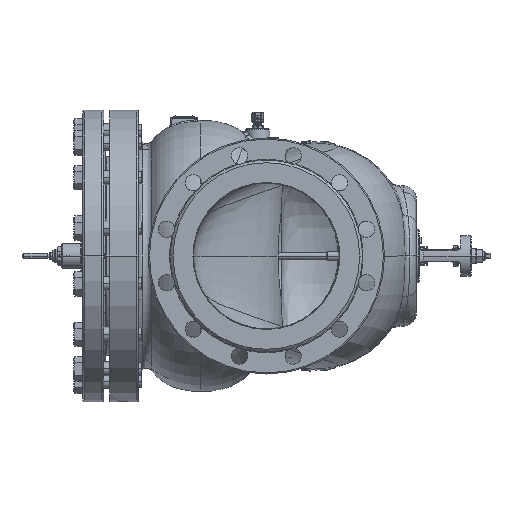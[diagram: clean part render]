
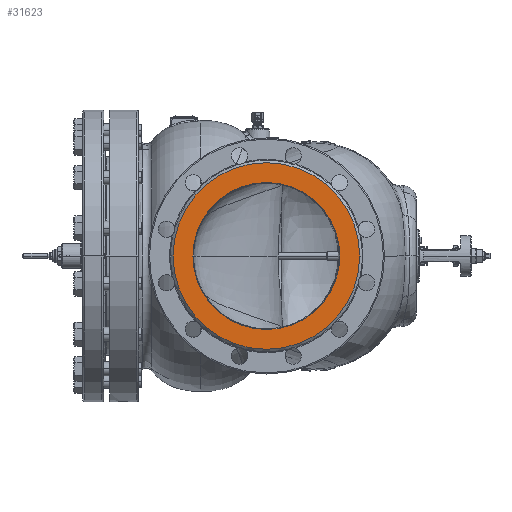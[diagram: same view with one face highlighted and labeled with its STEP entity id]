
A CAD part, left-side view. The second image highlights one B-rep face of the part: STEP entity #31623.
In plain terms, the highlighted planar face has unit normal (-1, 0, 0).
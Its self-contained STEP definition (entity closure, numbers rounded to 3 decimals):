
#261=CARTESIAN_POINT('',(-365.,0.,0.));
#262=DIRECTION('',(1.,0.,0.));
#263=DIRECTION('',(0.,1.,0.));
#264=AXIS2_PLACEMENT_3D('',#261,#262,#263);
#290=CARTESIAN_POINT('',(-365.,0.,0.));
#291=DIRECTION('',(1.,0.,0.));
#292=DIRECTION('',(0.,-1.,0.));
#293=AXIS2_PLACEMENT_3D('',#290,#291,#292);
#21831=CARTESIAN_POINT('',(-365.,0.,0.));
#21832=DIRECTION('',(1.,0.,0.));
#21833=DIRECTION('',(0.,-1.,0.));
#21834=AXIS2_PLACEMENT_3D('',#21831,#21832,#21833);
#25190=CARTESIAN_POINT('',(-365.,0.,0.));
#25191=DIRECTION('',(-1.,0.,0.));
#25192=DIRECTION('',(0.,-1.,0.));
#25193=AXIS2_PLACEMENT_3D('',#25190,#25191,#25192);
#25567=CARTESIAN_POINT('',(-365.,-160.,0.));
#25568=CARTESIAN_POINT('',(-365.,160.,0.));
#25569=VERTEX_POINT('',#25567);
#25570=VERTEX_POINT('',#25568);
#27133=CARTESIAN_POINT('',(-365.,126.,0.));
#27134=CARTESIAN_POINT('',(-365.,-126.,0.));
#27135=VERTEX_POINT('',#27133);
#27136=VERTEX_POINT('',#27134);
#31607=CARTESIAN_POINT('',(-365.,0.,0.));
#31608=DIRECTION('',(1.,0.,0.));
#31609=DIRECTION('',(0.,-1.,0.));
#31610=AXIS2_PLACEMENT_3D('',#31607,#31608,#31609);
#31611=PLANE('',#31610);
#31613=ORIENTED_EDGE('',*,*,#31612,.T.);
#31615=ORIENTED_EDGE('',*,*,#31614,.F.);
#31616=EDGE_LOOP('',(#31613,#31615));
#31617=FACE_OUTER_BOUND('',#31616,.F.);
#31618=ORIENTED_EDGE('',*,*,#31594,.F.);
#31620=ORIENTED_EDGE('',*,*,#31619,.F.);
#31621=EDGE_LOOP('',(#31618,#31620));
#31622=FACE_BOUND('',#31621,.F.);
#265=CIRCLE('',#264,126.);
#294=CIRCLE('',#293,160.);
#21835=CIRCLE('',#21834,126.);
#25194=CIRCLE('',#25193,160.);
#31594=EDGE_CURVE('',#27135,#27136,#265,.T.);
#31612=EDGE_CURVE('',#25569,#25570,#294,.T.);
#31614=EDGE_CURVE('',#25569,#25570,#25194,.T.);
#31619=EDGE_CURVE('',#27136,#27135,#21835,.T.);
#31623=ADVANCED_FACE('',(#31617,#31622),#31611,.F.);
